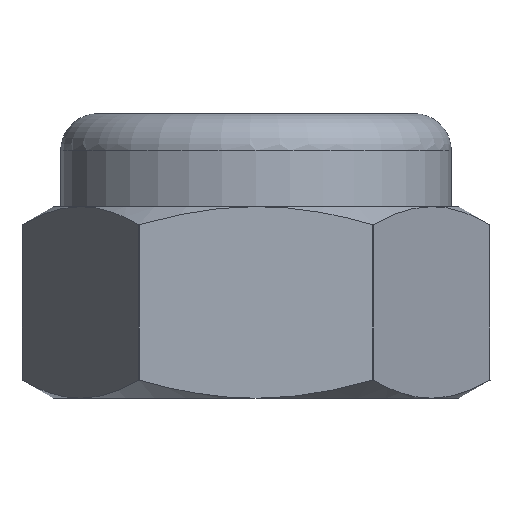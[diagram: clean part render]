
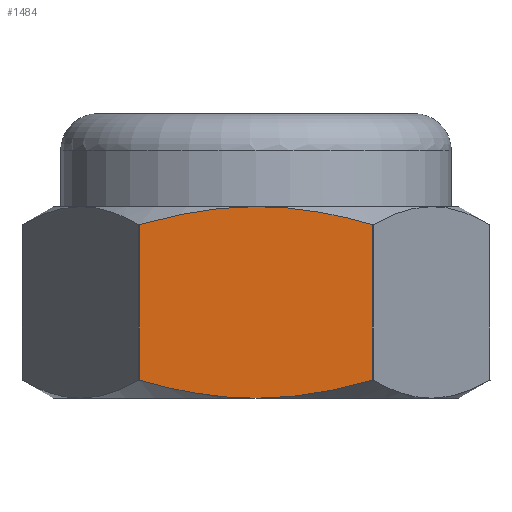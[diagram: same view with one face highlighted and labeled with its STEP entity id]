
A CAD part, left-side view. The second image highlights one B-rep face of the part: STEP entity #1484.
In plain terms, the highlighted planar face has unit normal (-1, 0, 0).
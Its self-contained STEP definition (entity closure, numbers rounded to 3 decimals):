
#140 = VERTEX_POINT('',#141);
#141 = CARTESIAN_POINT('',(-2.75,0.,0.)
  );
#156 = CONICAL_SURFACE('',#157,3.175,1.047);
#157 = AXIS2_PLACEMENT_3D('',#158,#159,#160);
#158 = CARTESIAN_POINT('',(0.,0.,0.245));
#159 = DIRECTION('',(0.,0.,1.));
#160 = DIRECTION('',(1.,0.,0.));
#185 = CONICAL_SURFACE('',#186,3.175,1.047);
#186 = AXIS2_PLACEMENT_3D('',#187,#188,#189);
#187 = CARTESIAN_POINT('',(0.,0.,0.245));
#188 = DIRECTION('',(0.,0.,1.));
#189 = DIRECTION('',(1.,0.,0.));
#544 = EDGE_CURVE('',#545,#140,#547,.T.);
#545 = VERTEX_POINT('',#546);
#546 = CARTESIAN_POINT('',(-2.75,1.587,0.245));
#547 = SURFACE_CURVE('',#548,(#553,#566),.PCURVE_S1.);
#548 = HYPERBOLA('',#549,1.588,2.75);
#549 = AXIS2_PLACEMENT_3D('',#550,#551,#552);
#550 = CARTESIAN_POINT('',(-2.75,0.,-1.588));
#551 = DIRECTION('',(1.,0.,-0.));
#552 = DIRECTION('',(0.,0.,1.));
#553 = PCURVE('',#156,#554);
#554 = DEFINITIONAL_REPRESENTATION('',(#555),#565);
#555 = B_SPLINE_CURVE_WITH_KNOTS('',8,(#556,#557,#558,#559,#560,#561,
    #562,#563,#564),.UNSPECIFIED.,.F.,.F.,(9,9),(-0.549,
    0.),.PIECEWISE_BEZIER_KNOTS.);
#556 = CARTESIAN_POINT('',(2.618,0.));
#557 = CARTESIAN_POINT('',(2.678,-0.063));
#558 = CARTESIAN_POINT('',(2.739,-0.116));
#559 = CARTESIAN_POINT('',(2.803,-0.159));
#560 = CARTESIAN_POINT('',(2.869,-0.194));
#561 = CARTESIAN_POINT('',(2.936,-0.22));
#562 = CARTESIAN_POINT('',(3.004,-0.237));
#563 = CARTESIAN_POINT('',(3.073,-0.245));
#564 = CARTESIAN_POINT('',(3.142,-0.245));
#565 = ( GEOMETRIC_REPRESENTATION_CONTEXT(2) 
PARAMETRIC_REPRESENTATION_CONTEXT() REPRESENTATION_CONTEXT('2D SPACE',''
  ) );
#566 = PCURVE('',#567,#572);
#567 = PLANE('',#568);
#568 = AXIS2_PLACEMENT_3D('',#569,#570,#571);
#569 = CARTESIAN_POINT('',(-2.75,-1.588,2.6));
#570 = DIRECTION('',(1.,0.,0.));
#571 = DIRECTION('',(0.,1.,0.));
#572 = DEFINITIONAL_REPRESENTATION('',(#573),#577);
#573 = HYPERBOLA('',#574,1.588,2.75);
#574 = AXIS2_PLACEMENT_2D('',#575,#576);
#575 = CARTESIAN_POINT('',(1.588,-4.188));
#576 = DIRECTION('',(0.,1.));
#577 = ( GEOMETRIC_REPRESENTATION_CONTEXT(2) 
PARAMETRIC_REPRESENTATION_CONTEXT() REPRESENTATION_CONTEXT('2D SPACE',''
  ) );
#596 = CYLINDRICAL_SURFACE('',#597,3.175);
#597 = AXIS2_PLACEMENT_3D('',#598,#599,#600);
#598 = CARTESIAN_POINT('',(0.,0.,0.245));
#599 = DIRECTION('',(0.,0.,1.));
#600 = DIRECTION('',(1.,0.,0.));
#692 = EDGE_CURVE('',#140,#693,#695,.T.);
#693 = VERTEX_POINT('',#694);
#694 = CARTESIAN_POINT('',(-2.75,-1.587,0.245));
#695 = SURFACE_CURVE('',#696,(#701,#714),.PCURVE_S1.);
#696 = HYPERBOLA('',#697,1.588,2.75);
#697 = AXIS2_PLACEMENT_3D('',#698,#699,#700);
#698 = CARTESIAN_POINT('',(-2.75,0.,-1.588));
#699 = DIRECTION('',(1.,0.,-0.));
#700 = DIRECTION('',(0.,0.,1.));
#701 = PCURVE('',#185,#702);
#702 = DEFINITIONAL_REPRESENTATION('',(#703),#713);
#703 = B_SPLINE_CURVE_WITH_KNOTS('',8,(#704,#705,#706,#707,#708,#709,
    #710,#711,#712),.UNSPECIFIED.,.F.,.F.,(9,9),(0.,
    0.549),.PIECEWISE_BEZIER_KNOTS.);
#704 = CARTESIAN_POINT('',(3.142,-0.245));
#705 = CARTESIAN_POINT('',(3.21,-0.245));
#706 = CARTESIAN_POINT('',(3.279,-0.237));
#707 = CARTESIAN_POINT('',(3.347,-0.22));
#708 = CARTESIAN_POINT('',(3.414,-0.194));
#709 = CARTESIAN_POINT('',(3.48,-0.159));
#710 = CARTESIAN_POINT('',(3.544,-0.116));
#711 = CARTESIAN_POINT('',(3.606,-0.063));
#712 = CARTESIAN_POINT('',(3.665,0.));
#713 = ( GEOMETRIC_REPRESENTATION_CONTEXT(2) 
PARAMETRIC_REPRESENTATION_CONTEXT() REPRESENTATION_CONTEXT('2D SPACE',''
  ) );
#714 = PCURVE('',#567,#715);
#715 = DEFINITIONAL_REPRESENTATION('',(#716),#720);
#716 = HYPERBOLA('',#717,1.588,2.75);
#717 = AXIS2_PLACEMENT_2D('',#718,#719);
#718 = CARTESIAN_POINT('',(1.588,-4.188));
#719 = DIRECTION('',(0.,1.));
#720 = ( GEOMETRIC_REPRESENTATION_CONTEXT(2) 
PARAMETRIC_REPRESENTATION_CONTEXT() REPRESENTATION_CONTEXT('2D SPACE',''
  ) );
#737 = CYLINDRICAL_SURFACE('',#738,3.175);
#738 = AXIS2_PLACEMENT_3D('',#739,#740,#741);
#739 = CARTESIAN_POINT('',(0.,0.,0.245));
#740 = DIRECTION('',(0.,0.,1.));
#741 = DIRECTION('',(1.,0.,0.));
#1367 = CONICAL_SURFACE('',#1368,2.75,1.047);
#1368 = AXIS2_PLACEMENT_3D('',#1369,#1370,#1371);
#1369 = CARTESIAN_POINT('',(0.,0.,2.6));
#1370 = DIRECTION('',(0.,0.,-1.));
#1371 = DIRECTION('',(1.,0.,0.));
#1484 = ADVANCED_FACE('',(#1485),#567,.F.);
#1485 = FACE_BOUND('',#1486,.F.);
#1486 = EDGE_LOOP('',(#1487,#1519,#1554,#1574,#1575,#1576));
#1487 = ORIENTED_EDGE('',*,*,#1488,.F.);
#1488 = EDGE_CURVE('',#1489,#1491,#1493,.T.);
#1489 = VERTEX_POINT('',#1490);
#1490 = CARTESIAN_POINT('',(-2.75,0.,2.6));
#1491 = VERTEX_POINT('',#1492);
#1492 = CARTESIAN_POINT('',(-2.75,1.587,2.355));
#1493 = SURFACE_CURVE('',#1494,(#1499,#1506),.PCURVE_S1.);
#1494 = HYPERBOLA('',#1495,1.588,2.75);
#1495 = AXIS2_PLACEMENT_3D('',#1496,#1497,#1498);
#1496 = CARTESIAN_POINT('',(-2.75,0.,4.188));
#1497 = DIRECTION('',(1.,0.,0.));
#1498 = DIRECTION('',(0.,0.,-1.));
#1499 = PCURVE('',#567,#1500);
#1500 = DEFINITIONAL_REPRESENTATION('',(#1501),#1505);
#1501 = HYPERBOLA('',#1502,1.588,2.75);
#1502 = AXIS2_PLACEMENT_2D('',#1503,#1504);
#1503 = CARTESIAN_POINT('',(1.588,1.588));
#1504 = DIRECTION('',(0.,-1.));
#1505 = ( GEOMETRIC_REPRESENTATION_CONTEXT(2) 
PARAMETRIC_REPRESENTATION_CONTEXT() REPRESENTATION_CONTEXT('2D SPACE',''
  ) );
#1506 = PCURVE('',#1367,#1507);
#1507 = DEFINITIONAL_REPRESENTATION('',(#1508),#1518);
#1508 = B_SPLINE_CURVE_WITH_KNOTS('',8,(#1509,#1510,#1511,#1512,#1513,
    #1514,#1515,#1516,#1517),.UNSPECIFIED.,.F.,.F.,(9,9),(
    0.,0.549),.PIECEWISE_BEZIER_KNOTS.);
#1509 = CARTESIAN_POINT('',(3.142,0.));
#1510 = CARTESIAN_POINT('',(3.21,0.));
#1511 = CARTESIAN_POINT('',(3.279,0.009));
#1512 = CARTESIAN_POINT('',(3.347,0.026));
#1513 = CARTESIAN_POINT('',(3.414,0.051));
#1514 = CARTESIAN_POINT('',(3.48,0.086));
#1515 = CARTESIAN_POINT('',(3.544,0.129));
#1516 = CARTESIAN_POINT('',(3.606,0.182));
#1517 = CARTESIAN_POINT('',(3.665,0.245));
#1518 = ( GEOMETRIC_REPRESENTATION_CONTEXT(2) 
PARAMETRIC_REPRESENTATION_CONTEXT() REPRESENTATION_CONTEXT('2D SPACE',''
  ) );
#1519 = ORIENTED_EDGE('',*,*,#1520,.F.);
#1520 = EDGE_CURVE('',#1521,#1489,#1523,.T.);
#1521 = VERTEX_POINT('',#1522);
#1522 = CARTESIAN_POINT('',(-2.75,-1.587,2.355));
#1523 = SURFACE_CURVE('',#1524,(#1529,#1536),.PCURVE_S1.);
#1524 = HYPERBOLA('',#1525,1.588,2.75);
#1525 = AXIS2_PLACEMENT_3D('',#1526,#1527,#1528);
#1526 = CARTESIAN_POINT('',(-2.75,0.,4.188));
#1527 = DIRECTION('',(1.,0.,0.));
#1528 = DIRECTION('',(0.,0.,-1.));
#1529 = PCURVE('',#567,#1530);
#1530 = DEFINITIONAL_REPRESENTATION('',(#1531),#1535);
#1531 = HYPERBOLA('',#1532,1.588,2.75);
#1532 = AXIS2_PLACEMENT_2D('',#1533,#1534);
#1533 = CARTESIAN_POINT('',(1.588,1.588));
#1534 = DIRECTION('',(0.,-1.));
#1535 = ( GEOMETRIC_REPRESENTATION_CONTEXT(2) 
PARAMETRIC_REPRESENTATION_CONTEXT() REPRESENTATION_CONTEXT('2D SPACE',''
  ) );
#1536 = PCURVE('',#1537,#1542);
#1537 = CONICAL_SURFACE('',#1538,2.75,1.047);
#1538 = AXIS2_PLACEMENT_3D('',#1539,#1540,#1541);
#1539 = CARTESIAN_POINT('',(0.,0.,2.6));
#1540 = DIRECTION('',(0.,0.,-1.));
#1541 = DIRECTION('',(1.,0.,0.));
#1542 = DEFINITIONAL_REPRESENTATION('',(#1543),#1553);
#1543 = B_SPLINE_CURVE_WITH_KNOTS('',8,(#1544,#1545,#1546,#1547,#1548,
    #1549,#1550,#1551,#1552),.UNSPECIFIED.,.F.,.F.,(9,9),(
    -0.549,0.),.PIECEWISE_BEZIER_KNOTS.);
#1544 = CARTESIAN_POINT('',(2.618,0.245));
#1545 = CARTESIAN_POINT('',(2.678,0.182));
#1546 = CARTESIAN_POINT('',(2.739,0.129));
#1547 = CARTESIAN_POINT('',(2.803,0.086));
#1548 = CARTESIAN_POINT('',(2.869,0.051));
#1549 = CARTESIAN_POINT('',(2.936,0.026));
#1550 = CARTESIAN_POINT('',(3.004,0.009));
#1551 = CARTESIAN_POINT('',(3.073,0.));
#1552 = CARTESIAN_POINT('',(3.142,0.));
#1553 = ( GEOMETRIC_REPRESENTATION_CONTEXT(2) 
PARAMETRIC_REPRESENTATION_CONTEXT() REPRESENTATION_CONTEXT('2D SPACE',''
  ) );
#1554 = ORIENTED_EDGE('',*,*,#1555,.F.);
#1555 = EDGE_CURVE('',#693,#1521,#1556,.T.);
#1556 = SURFACE_CURVE('',#1557,(#1561,#1568),.PCURVE_S1.);
#1557 = LINE('',#1558,#1559);
#1558 = CARTESIAN_POINT('',(-2.75,-1.587,0.245));
#1559 = VECTOR('',#1560,1.);
#1560 = DIRECTION('',(0.,0.,1.));
#1561 = PCURVE('',#567,#1562);
#1562 = DEFINITIONAL_REPRESENTATION('',(#1563),#1567);
#1563 = LINE('',#1564,#1565);
#1564 = CARTESIAN_POINT('',(0.001,-2.355));
#1565 = VECTOR('',#1566,1.);
#1566 = DIRECTION('',(0.,1.));
#1567 = ( GEOMETRIC_REPRESENTATION_CONTEXT(2) 
PARAMETRIC_REPRESENTATION_CONTEXT() REPRESENTATION_CONTEXT('2D SPACE',''
  ) );
#1568 = PCURVE('',#737,#1569);
#1569 = DEFINITIONAL_REPRESENTATION('',(#1570),#1573);
#1570 = B_SPLINE_CURVE_WITH_KNOTS('',1,(#1571,#1572),.UNSPECIFIED.,.F.,
  .F.,(2,2),(0.,2.109),
  .PIECEWISE_BEZIER_KNOTS.);
#1571 = CARTESIAN_POINT('',(3.665,0.));
#1572 = CARTESIAN_POINT('',(3.665,2.109));
#1573 = ( GEOMETRIC_REPRESENTATION_CONTEXT(2) 
PARAMETRIC_REPRESENTATION_CONTEXT() REPRESENTATION_CONTEXT('2D SPACE',''
  ) );
#1574 = ORIENTED_EDGE('',*,*,#692,.F.);
#1575 = ORIENTED_EDGE('',*,*,#544,.F.);
#1576 = ORIENTED_EDGE('',*,*,#1577,.T.);
#1577 = EDGE_CURVE('',#545,#1491,#1578,.T.);
#1578 = SURFACE_CURVE('',#1579,(#1583,#1590),.PCURVE_S1.);
#1579 = LINE('',#1580,#1581);
#1580 = CARTESIAN_POINT('',(-2.75,1.587,0.245));
#1581 = VECTOR('',#1582,1.);
#1582 = DIRECTION('',(0.,0.,1.));
#1583 = PCURVE('',#567,#1584);
#1584 = DEFINITIONAL_REPRESENTATION('',(#1585),#1589);
#1585 = LINE('',#1586,#1587);
#1586 = CARTESIAN_POINT('',(3.175,-2.355));
#1587 = VECTOR('',#1588,1.);
#1588 = DIRECTION('',(0.,1.));
#1589 = ( GEOMETRIC_REPRESENTATION_CONTEXT(2) 
PARAMETRIC_REPRESENTATION_CONTEXT() REPRESENTATION_CONTEXT('2D SPACE',''
  ) );
#1590 = PCURVE('',#596,#1591);
#1591 = DEFINITIONAL_REPRESENTATION('',(#1592),#1595);
#1592 = B_SPLINE_CURVE_WITH_KNOTS('',1,(#1593,#1594),.UNSPECIFIED.,.F.,
  .F.,(2,2),(0.,2.109),.PIECEWISE_BEZIER_KNOTS.);
#1593 = CARTESIAN_POINT('',(2.618,0.));
#1594 = CARTESIAN_POINT('',(2.618,2.109));
#1595 = ( GEOMETRIC_REPRESENTATION_CONTEXT(2) 
PARAMETRIC_REPRESENTATION_CONTEXT() REPRESENTATION_CONTEXT('2D SPACE',''
  ) );
